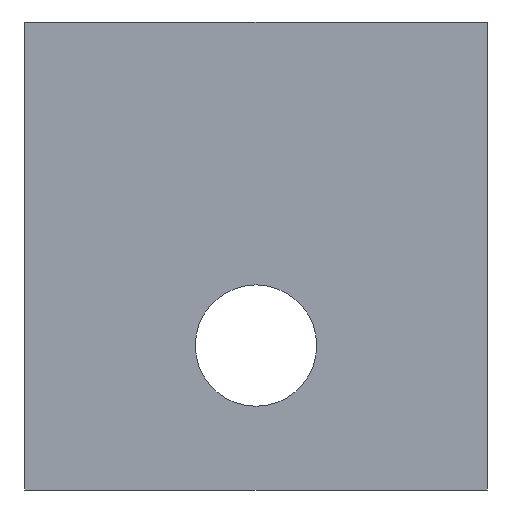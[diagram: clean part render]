
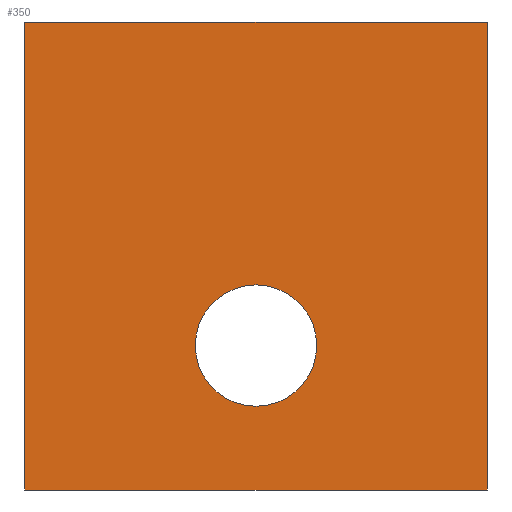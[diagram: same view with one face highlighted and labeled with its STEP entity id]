
A CAD part, front view. The second image highlights one B-rep face of the part: STEP entity #350.
In plain terms, the highlighted planar face has unit normal (0, -1, 0).
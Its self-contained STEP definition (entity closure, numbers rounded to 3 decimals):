
#21=FACE_BOUND('',#64,.T.);
#27=CIRCLE('',#389,2.1);
#43=FACE_OUTER_BOUND('',#63,.T.);
#63=EDGE_LOOP('',(#298,#299,#300,#301));
#64=EDGE_LOOP('',(#302));
#92=LINE('',#538,#133);
#98=LINE('',#551,#139);
#106=LINE('',#570,#147);
#108=LINE('',#578,#149);
#133=VECTOR('',#438,10.);
#139=VECTOR('',#448,10.);
#147=VECTOR('',#470,10.);
#149=VECTOR('',#480,10.);
#169=VERTEX_POINT('',#535);
#170=VERTEX_POINT('',#537);
#174=VERTEX_POINT('',#548);
#175=VERTEX_POINT('',#550);
#179=VERTEX_POINT('',#561);
#204=EDGE_CURVE('',#170,#169,#92,.T.);
#211=EDGE_CURVE('',#175,#174,#98,.T.);
#218=EDGE_CURVE('',#179,#179,#27,.T.);
#222=EDGE_CURVE('',#175,#169,#106,.T.);
#226=EDGE_CURVE('',#174,#170,#108,.T.);
#298=ORIENTED_EDGE('',*,*,#226,.T.);
#299=ORIENTED_EDGE('',*,*,#204,.T.);
#300=ORIENTED_EDGE('',*,*,#222,.F.);
#301=ORIENTED_EDGE('',*,*,#211,.T.);
#302=ORIENTED_EDGE('',*,*,#218,.F.);
#333=PLANE('',#396);
#350=ADVANCED_FACE('',(#43,#21),#333,.F.);
#389=AXIS2_PLACEMENT_3D('',#563,#459,#460);
#396=AXIS2_PLACEMENT_3D('',#577,#478,#479);
#438=DIRECTION('',(0.,0.,-1.));
#448=DIRECTION('',(0.,0.,1.));
#459=DIRECTION('center_axis',(0.,-1.,0.));
#460=DIRECTION('ref_axis',(1.,0.,0.));
#470=DIRECTION('',(-1.,0.,0.));
#478=DIRECTION('center_axis',(0.,1.,0.));
#479=DIRECTION('ref_axis',(1.,0.,0.));
#480=DIRECTION('',(-1.,0.,0.));
#535=CARTESIAN_POINT('',(-8.,-14.35,-16.2));
#537=CARTESIAN_POINT('',(-8.,-14.35,0.));
#538=CARTESIAN_POINT('',(-8.,-14.35,0.));
#548=CARTESIAN_POINT('',(8.,-14.35,0.));
#550=CARTESIAN_POINT('',(8.,-14.35,-16.2));
#551=CARTESIAN_POINT('',(8.,-14.35,-16.2));
#561=CARTESIAN_POINT('',(-2.1,-14.35,-11.2));
#563=CARTESIAN_POINT('Origin',(0.,-14.35,-11.2));
#570=CARTESIAN_POINT('',(-5.,-14.35,-16.2));
#577=CARTESIAN_POINT('Origin',(-5.,-14.35,0.));
#578=CARTESIAN_POINT('',(-5.,-14.35,0.));
